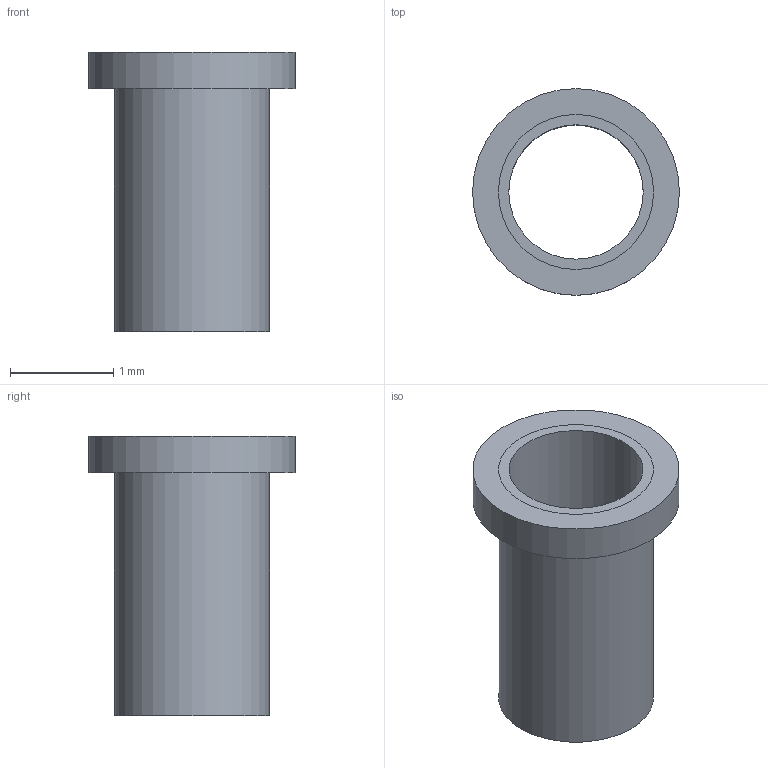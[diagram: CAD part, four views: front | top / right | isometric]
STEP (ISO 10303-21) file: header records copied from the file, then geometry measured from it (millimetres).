
FILE_DESCRIPTION(('FreeCAD Model'),'2;1');
FILE_NAME('Cut.step', '2020-01-23T12:07:49',('kicad StepUp'),('ksu MCAD'), 'Open CASCADE STEP processor 7.3','FreeCAD','Unknown');
FILE_SCHEMA(('AUTOMOTIVE_DESIGN { 1 0 10303 214 1 1 1 1 }'));
Length unit declared in the file: millimetre
Products named in the file (1): Cut
Bounding box: 2 x 2 x 2.7 mm (x, y, z)
Volume: 1.7 mm3; surface area: 27.9 mm2
Topology: 1 solids, 1 shells, 7 faces, 10 edges, 7 vertices
Faces by surface type: plane 4, cylinder 3
Full cylindrical faces by diameter (mm): 1.3 x1, 1.5 x1, 2 x1
Entity records: 184 total; most frequent: DIRECTION 33, CARTESIAN_POINT 25, ORIENTED_EDGE 20, AXIS2_PLACEMENT_3D 15, FACE_BOUND 11, EDGE_LOOP 11, EDGE_CURVE 10, ADVANCED_FACE 7
